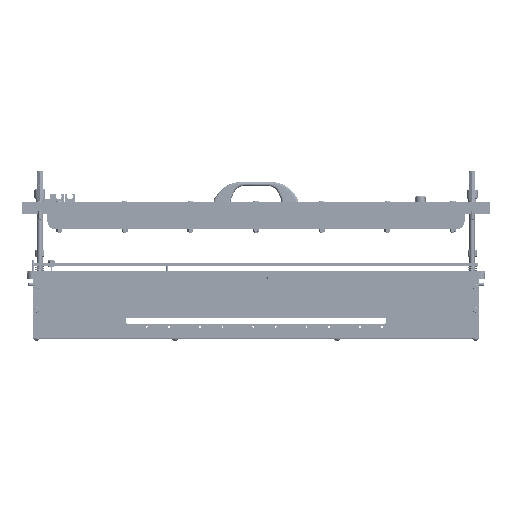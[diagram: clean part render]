
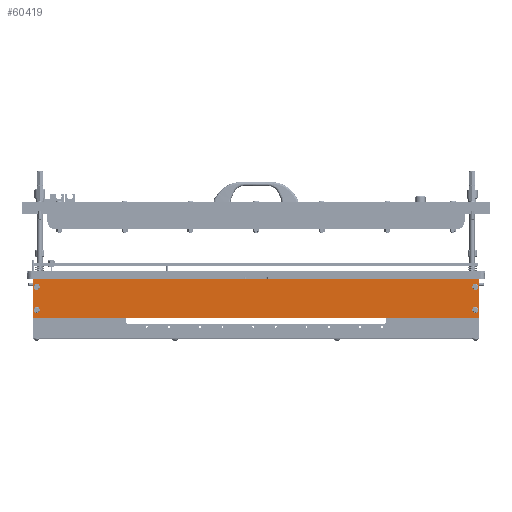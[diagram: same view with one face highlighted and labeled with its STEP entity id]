
A CAD part, top view. The second image highlights one B-rep face of the part: STEP entity #60419.
In plain terms, the highlighted face is planar.
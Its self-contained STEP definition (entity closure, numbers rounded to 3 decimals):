
#934 = CARTESIAN_POINT ( 'NONE',  ( 289., 4., -25. ) ) ;
#1244 = FACE_OUTER_BOUND ( 'NONE', #19689, .T. ) ;
#1404 = VERTEX_POINT ( 'NONE', #69562 ) ;
#2024 = CIRCLE ( 'NONE', #25531, 4. ) ;
#3030 = EDGE_CURVE ( 'NONE', #13779, #44376, #43566, .T. ) ;
#4210 = DIRECTION ( 'NONE',  ( 0., 1., 0. ) ) ;
#4527 = CARTESIAN_POINT ( 'NONE',  ( -284., 4., 19. ) ) ;
#4693 = VECTOR ( 'NONE', #15510, 1000. ) ;
#4748 = ORIENTED_EDGE ( 'NONE', *, *, #4867, .F. ) ;
#4849 = EDGE_CURVE ( 'NONE', #64107, #48428, #39852, .T. ) ;
#4867 = EDGE_CURVE ( 'NONE', #55560, #38872, #48304, .T. ) ;
#4884 = VECTOR ( 'NONE', #13299, 1000. ) ;
#5193 = ORIENTED_EDGE ( 'NONE', *, *, #67075, .F. ) ;
#6299 = CARTESIAN_POINT ( 'NONE',  ( -284., 4., 15. ) ) ;
#6762 = DIRECTION ( 'NONE',  ( 0., 1., 0. ) ) ;
#6978 = EDGE_CURVE ( 'NONE', #48428, #19700, #19517, .T. ) ;
#7757 = DIRECTION ( 'NONE',  ( 0., 1., 0. ) ) ;
#8227 = CARTESIAN_POINT ( 'NONE',  ( -289., 4., 25. ) ) ;
#8935 = FACE_BOUND ( 'NONE', #40471, .T. ) ;
#10028 = EDGE_CURVE ( 'NONE', #38872, #55560, #35836, .T. ) ;
#10523 = DIRECTION ( 'NONE',  ( 0., 0., 1. ) ) ;
#12930 = AXIS2_PLACEMENT_3D ( 'NONE', #934, #38552, #60433 ) ;
#13299 = DIRECTION ( 'NONE',  ( 1., 0., 0. ) ) ;
#13779 = VERTEX_POINT ( 'NONE', #32956 ) ;
#14405 = VECTOR ( 'NONE', #24404, 1000. ) ;
#14650 = DIRECTION ( 'NONE',  ( 0., 0., -1. ) ) ;
#14786 = DIRECTION ( 'NONE',  ( 0., 0., 1. ) ) ;
#15367 = CARTESIAN_POINT ( 'NONE',  ( 289., 4., 25. ) ) ;
#15510 = DIRECTION ( 'NONE',  ( 0., 0., 1. ) ) ;
#15544 = CARTESIAN_POINT ( 'NONE',  ( 284., 4., -19. ) ) ;
#18329 = AXIS2_PLACEMENT_3D ( 'NONE', #27716, #49828, #50054 ) ;
#18439 = CARTESIAN_POINT ( 'NONE',  ( 284., 4., 19. ) ) ;
#18529 = CARTESIAN_POINT ( 'NONE',  ( -284., 4., 15. ) ) ;
#18925 = AXIS2_PLACEMENT_3D ( 'NONE', #36119, #52730, #41832 ) ;
#19517 = LINE ( 'NONE', #8227, #4884 ) ;
#19689 = EDGE_LOOP ( 'NONE', ( #54827, #29480, #21357, #58139 ) ) ;
#19700 = VERTEX_POINT ( 'NONE', #58189 ) ;
#19970 = EDGE_CURVE ( 'NONE', #56700, #51710, #47634, .T. ) ;
#20566 = VERTEX_POINT ( 'NONE', #15544 ) ;
#21357 = ORIENTED_EDGE ( 'NONE', *, *, #4849, .T. ) ;
#21764 = FACE_BOUND ( 'NONE', #29988, .T. ) ;
#23803 = ORIENTED_EDGE ( 'NONE', *, *, #31117, .F. ) ;
#24404 = DIRECTION ( 'NONE',  ( -1., 0., 0. ) ) ;
#25102 = ORIENTED_EDGE ( 'NONE', *, *, #10028, .F. ) ;
#25531 = AXIS2_PLACEMENT_3D ( 'NONE', #55794, #27474, #49831 ) ;
#26572 = CARTESIAN_POINT ( 'NONE',  ( -289., 4., -25. ) ) ;
#27474 = DIRECTION ( 'NONE',  ( 0., 1., 0. ) ) ;
#27716 = CARTESIAN_POINT ( 'NONE',  ( 284., 4., 15. ) ) ;
#28242 = CARTESIAN_POINT ( 'NONE',  ( -289., 4., 25. ) ) ;
#28243 = CARTESIAN_POINT ( 'NONE',  ( 284., 4., -11. ) ) ;
#28349 = ORIENTED_EDGE ( 'NONE', *, *, #48803, .F. ) ;
#29480 = ORIENTED_EDGE ( 'NONE', *, *, #45552, .T. ) ;
#29988 = EDGE_LOOP ( 'NONE', ( #48225, #5193 ) ) ;
#30809 = ORIENTED_EDGE ( 'NONE', *, *, #3030, .F. ) ;
#31117 = EDGE_CURVE ( 'NONE', #51710, #56700, #57709, .T. ) ;
#32740 = AXIS2_PLACEMENT_3D ( 'NONE', #49394, #70247, #10523 ) ;
#32846 = DIRECTION ( 'NONE',  ( 0., 0., 1. ) ) ;
#32956 = CARTESIAN_POINT ( 'NONE',  ( -284., 4., -19. ) ) ;
#34942 = AXIS2_PLACEMENT_3D ( 'NONE', #69248, #4210, #14786 ) ;
#35836 = CIRCLE ( 'NONE', #41614, 4. ) ;
#36119 = CARTESIAN_POINT ( 'NONE',  ( -284., 4., -15. ) ) ;
#36729 = DIRECTION ( 'NONE',  ( 0., 0., 1. ) ) ;
#38552 = DIRECTION ( 'NONE',  ( 0., -1., 0. ) ) ;
#38872 = VERTEX_POINT ( 'NONE', #60099 ) ;
#39852 = LINE ( 'NONE', #69968, #4693 ) ;
#40471 = EDGE_LOOP ( 'NONE', ( #4748, #25102 ) ) ;
#40609 = FACE_BOUND ( 'NONE', #61659, .T. ) ;
#41614 = AXIS2_PLACEMENT_3D ( 'NONE', #54717, #43579, #32846 ) ;
#41832 = DIRECTION ( 'NONE',  ( 0., 0., 1. ) ) ;
#43014 = EDGE_CURVE ( 'NONE', #19700, #1404, #60898, .T. ) ;
#43566 = CIRCLE ( 'NONE', #18925, 4. ) ;
#43579 = DIRECTION ( 'NONE',  ( 0., 1., 0. ) ) ;
#43801 = PLANE ( 'NONE',  #12930 ) ;
#44376 = VERTEX_POINT ( 'NONE', #45295 ) ;
#44621 = CARTESIAN_POINT ( 'NONE',  ( -284., 4., 11. ) ) ;
#45295 = CARTESIAN_POINT ( 'NONE',  ( -284., 4., -11. ) ) ;
#45552 = EDGE_CURVE ( 'NONE', #1404, #64107, #48565, .T. ) ;
#46413 = VECTOR ( 'NONE', #14650, 1000. ) ;
#47634 = CIRCLE ( 'NONE', #50646, 4. ) ;
#48225 = ORIENTED_EDGE ( 'NONE', *, *, #50286, .F. ) ;
#48304 = CIRCLE ( 'NONE', #18329, 4. ) ;
#48428 = VERTEX_POINT ( 'NONE', #28242 ) ;
#48565 = LINE ( 'NONE', #57062, #14405 ) ;
#48803 = EDGE_CURVE ( 'NONE', #44376, #13779, #51316, .T. ) ;
#49394 = CARTESIAN_POINT ( 'NONE',  ( 284., 4., -15. ) ) ;
#49805 = ORIENTED_EDGE ( 'NONE', *, *, #19970, .F. ) ;
#49828 = DIRECTION ( 'NONE',  ( 0., 1., 0. ) ) ;
#49831 = DIRECTION ( 'NONE',  ( 0., 0., 1. ) ) ;
#50054 = DIRECTION ( 'NONE',  ( 0., 0., 1. ) ) ;
#50286 = EDGE_CURVE ( 'NONE', #60525, #20566, #57020, .T. ) ;
#50646 = AXIS2_PLACEMENT_3D ( 'NONE', #6299, #6762, #55058 ) ;
#51316 = CIRCLE ( 'NONE', #34942, 4. ) ;
#51547 = EDGE_LOOP ( 'NONE', ( #28349, #30809 ) ) ;
#51710 = VERTEX_POINT ( 'NONE', #4527 ) ;
#52730 = DIRECTION ( 'NONE',  ( 0., 1., 0. ) ) ;
#54228 = FACE_BOUND ( 'NONE', #51547, .T. ) ;
#54717 = CARTESIAN_POINT ( 'NONE',  ( 284., 4., 15. ) ) ;
#54827 = ORIENTED_EDGE ( 'NONE', *, *, #43014, .T. ) ;
#55058 = DIRECTION ( 'NONE',  ( 0., 0., 1. ) ) ;
#55560 = VERTEX_POINT ( 'NONE', #18439 ) ;
#55794 = CARTESIAN_POINT ( 'NONE',  ( 284., 4., -15. ) ) ;
#56700 = VERTEX_POINT ( 'NONE', #44621 ) ;
#57020 = CIRCLE ( 'NONE', #32740, 4. ) ;
#57062 = CARTESIAN_POINT ( 'NONE',  ( -289., 4., -25. ) ) ;
#57709 = CIRCLE ( 'NONE', #65090, 4. ) ;
#58139 = ORIENTED_EDGE ( 'NONE', *, *, #6978, .T. ) ;
#58189 = CARTESIAN_POINT ( 'NONE',  ( 289., 4., 25. ) ) ;
#60099 = CARTESIAN_POINT ( 'NONE',  ( 284., 4., 11. ) ) ;
#60419 = ADVANCED_FACE ( 'NONE', ( #21764, #8935, #40609, #54228, #1244 ), #43801, .F. ) ;
#60433 = DIRECTION ( 'NONE',  ( 0., 0., -1. ) ) ;
#60525 = VERTEX_POINT ( 'NONE', #28243 ) ;
#60898 = LINE ( 'NONE', #15367, #46413 ) ;
#61659 = EDGE_LOOP ( 'NONE', ( #23803, #49805 ) ) ;
#64107 = VERTEX_POINT ( 'NONE', #26572 ) ;
#65090 = AXIS2_PLACEMENT_3D ( 'NONE', #18529, #7757, #36729 ) ;
#67075 = EDGE_CURVE ( 'NONE', #20566, #60525, #2024, .T. ) ;
#69248 = CARTESIAN_POINT ( 'NONE',  ( -284., 4., -15. ) ) ;
#69562 = CARTESIAN_POINT ( 'NONE',  ( 289., 4., -25. ) ) ;
#69968 = CARTESIAN_POINT ( 'NONE',  ( -289., 4., 25. ) ) ;
#70247 = DIRECTION ( 'NONE',  ( 0., 1., 0. ) ) ;
